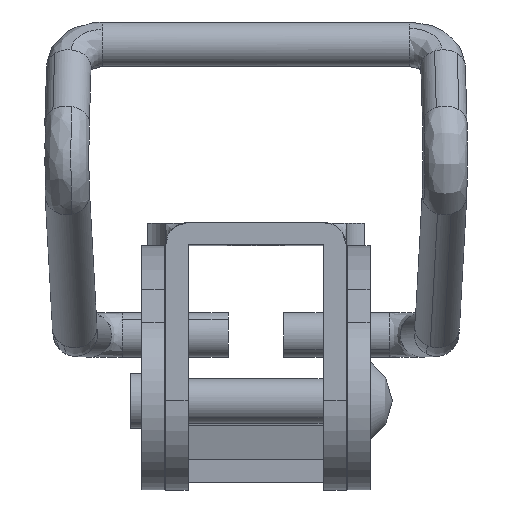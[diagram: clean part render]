
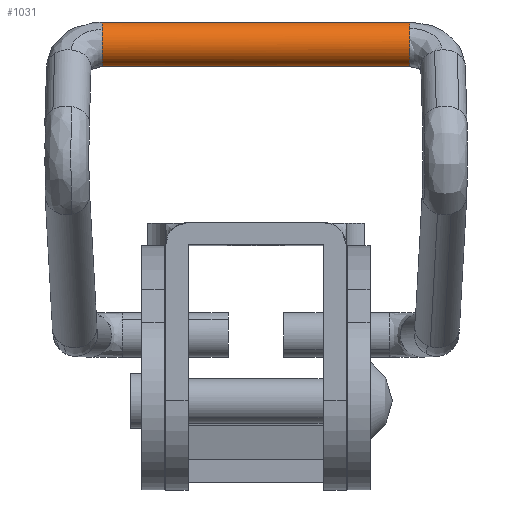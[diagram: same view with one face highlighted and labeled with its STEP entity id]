
A CAD part, top view. The second image highlights one B-rep face of the part: STEP entity #1031.
In plain terms, the highlighted free-form (B-spline) face has degree [2, 1] with [7, 2] control points.
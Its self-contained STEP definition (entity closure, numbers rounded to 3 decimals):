
#858=CARTESIAN_POINT('',(13.807,29.961,49.181));
#859=VERTEX_POINT('',#858);
#868=CARTESIAN_POINT('',(-13.807,29.961,49.181));
#869=VERTEX_POINT('',#868);
#870=CARTESIAN_POINT('',(-13.807,29.961,49.181));
#871=CARTESIAN_POINT('',(13.807,29.961,49.181));
#872=QUASI_UNIFORM_CURVE('',1,(#870,#871),.UNSPECIFIED.,.F.,.U.);
#873=EDGE_CURVE('',#869,#859,#872,.T.);
#898=CARTESIAN_POINT('',(-13.807,33.956,49.354));
#899=VERTEX_POINT('',#898);
#909=CARTESIAN_POINT('',(13.807,33.956,49.354));
#910=VERTEX_POINT('',#909);
#911=CARTESIAN_POINT('',(-13.807,33.956,49.354));
#912=CARTESIAN_POINT('',(13.807,33.956,49.354));
#913=QUASI_UNIFORM_CURVE('',1,(#911,#912),.UNSPECIFIED.,.F.,.U.);
#914=EDGE_CURVE('',#899,#910,#913,.T.);
#940=CARTESIAN_POINT('',(-14.498,33.956,49.354));
#941=CARTESIAN_POINT('',(-14.498,33.927,51.354));
#942=CARTESIAN_POINT('',(-14.498,31.927,51.324));
#943=CARTESIAN_POINT('',(-14.498,29.927,51.295));
#944=CARTESIAN_POINT('',(-14.498,29.956,49.295));
#945=CARTESIAN_POINT('',(-14.498,29.957,49.238));
#946=CARTESIAN_POINT('',(-14.498,29.961,49.181));
#947=CARTESIAN_POINT('',(14.515,33.956,49.354));
#948=CARTESIAN_POINT('',(14.515,33.927,51.354));
#949=CARTESIAN_POINT('',(14.515,31.927,51.324));
#950=CARTESIAN_POINT('',(14.515,29.927,51.295));
#951=CARTESIAN_POINT('',(14.515,29.956,49.295));
#952=CARTESIAN_POINT('',(14.515,29.957,49.238));
#953=CARTESIAN_POINT('',(14.515,29.961,49.181));
#961=(BOUNDED_SURFACE()B_SPLINE_SURFACE(2,1,((#940,#947),(#941,#948),(#942,#949),(#943,#950),(#944,#951),(#945,#952),(#946,#953)),.UNSPECIFIED.,.F.,.F.,.U.)B_SPLINE_SURFACE_WITH_KNOTS((3,2,2,3),(2,2),(0.0,3.314,6.627,6.76),(0.0,29.013),.UNSPECIFIED.)GEOMETRIC_REPRESENTATION_ITEM()RATIONAL_B_SPLINE_SURFACE(((1.0,1.0),(0.707,0.707),(1.0,1.0),(0.707,0.707),(1.0,1.0),(0.988,0.988),(0.978,0.978)))REPRESENTATION_ITEM('')SURFACE());
#962=CARTESIAN_POINT('',(13.807,30.635,50.826));
#963=VERTEX_POINT('',#962);
#964=CARTESIAN_POINT('',(13.807,29.961,49.181));
#965=CARTESIAN_POINT('',(13.807,29.946,49.392));
#966=CARTESIAN_POINT('',(13.807,29.978,49.759));
#967=CARTESIAN_POINT('',(13.807,30.196,50.338));
#968=CARTESIAN_POINT('',(13.807,30.448,50.662));
#969=CARTESIAN_POINT('',(13.807,30.635,50.826));
#970=B_SPLINE_CURVE_WITH_KNOTS('',3,(#964,#965,#966,#967,#968,#969),.UNSPECIFIED.,.F.,.U.,(4,1,1,4),(0.,0.633,1.094,1.842),.UNSPECIFIED.);
#971=EDGE_CURVE('',#859,#963,#970,.T.);
#972=ORIENTED_EDGE('',*,*,#971,.T.);
#973=CARTESIAN_POINT('',(13.807,33.38,50.729));
#974=VERTEX_POINT('',#973);
#975=CARTESIAN_POINT('',(13.807,30.635,50.826));
#976=CARTESIAN_POINT('',(13.807,30.765,50.941));
#977=CARTESIAN_POINT('',(13.807,31.082,51.154));
#978=CARTESIAN_POINT('',(13.807,31.691,51.347));
#979=CARTESIAN_POINT('',(13.807,32.332,51.324));
#980=CARTESIAN_POINT('',(13.807,32.929,51.103));
#981=CARTESIAN_POINT('',(13.807,33.237,50.875));
#982=CARTESIAN_POINT('',(13.807,33.38,50.729));
#983=B_SPLINE_CURVE_WITH_KNOTS('',3,(#975,#976,#977,#978,#979,#980,#981,#982),.UNSPECIFIED.,.F.,.U.,(4,1,1,1,1,4),(0.,0.52,1.136,1.893,2.413,3.028),.UNSPECIFIED.);
#984=EDGE_CURVE('',#963,#974,#983,.T.);
#985=ORIENTED_EDGE('',*,*,#984,.T.);
#986=CARTESIAN_POINT('',(13.807,33.38,50.729));
#987=CARTESIAN_POINT('',(13.807,33.593,50.514));
#988=CARTESIAN_POINT('',(13.807,33.866,50.068));
#989=CARTESIAN_POINT('',(13.807,33.953,49.561));
#990=CARTESIAN_POINT('',(13.807,33.956,49.354));
#991=B_SPLINE_CURVE_WITH_KNOTS('',3,(#986,#987,#988,#989,#990),.UNSPECIFIED.,.F.,.U.,(4,1,4),(0.,0.907,1.527),.UNSPECIFIED.);
#992=EDGE_CURVE('',#974,#910,#991,.T.);
#993=ORIENTED_EDGE('',*,*,#992,.T.);
#994=ORIENTED_EDGE('',*,*,#914,.F.);
#995=CARTESIAN_POINT('',(-13.807,33.285,50.819));
#996=VERTEX_POINT('',#995);
#997=CARTESIAN_POINT('',(-13.807,33.285,50.819));
#998=CARTESIAN_POINT('',(-13.807,33.402,50.715));
#999=CARTESIAN_POINT('',(-13.807,33.633,50.456));
#1000=CARTESIAN_POINT('',(-13.807,33.885,49.957));
#1001=CARTESIAN_POINT('',(-13.807,33.953,49.561));
#1002=CARTESIAN_POINT('',(-13.807,33.956,49.354));
#1003=B_SPLINE_CURVE_WITH_KNOTS('',3,(#997,#998,#999,#1000,#1001,#1002),.UNSPECIFIED.,.F.,.U.,(4,1,1,4),(0.,0.466,1.036,1.658),.UNSPECIFIED.);
#1004=EDGE_CURVE('',#996,#899,#1003,.T.);
#1005=ORIENTED_EDGE('',*,*,#1004,.F.);
#1006=CARTESIAN_POINT('',(-13.807,30.635,50.826));
#1007=VERTEX_POINT('',#1006);
#1008=CARTESIAN_POINT('',(-13.807,30.635,50.826));
#1009=CARTESIAN_POINT('',(-13.807,30.839,51.006));
#1010=CARTESIAN_POINT('',(-13.807,31.227,51.227));
#1011=CARTESIAN_POINT('',(-13.807,31.78,51.332));
#1012=CARTESIAN_POINT('',(-13.807,32.204,51.322));
#1013=CARTESIAN_POINT('',(-13.807,32.722,51.207));
#1014=CARTESIAN_POINT('',(-13.807,33.083,51.));
#1015=CARTESIAN_POINT('',(-13.807,33.285,50.819));
#1016=B_SPLINE_CURVE_WITH_KNOTS('',3,(#1008,#1009,#1010,#1011,#1012,#1013,#1014,#1015),.UNSPECIFIED.,.F.,.U.,(4,1,1,1,1,4),(0.,0.815,1.313,1.675,2.082,2.897),.UNSPECIFIED.);
#1017=EDGE_CURVE('',#1007,#996,#1016,.T.);
#1018=ORIENTED_EDGE('',*,*,#1017,.F.);
#1019=CARTESIAN_POINT('',(-13.807,29.961,49.181));
#1020=CARTESIAN_POINT('',(-13.807,29.949,49.353));
#1021=CARTESIAN_POINT('',(-13.807,29.968,49.682));
#1022=CARTESIAN_POINT('',(-13.807,30.152,50.272));
#1023=CARTESIAN_POINT('',(-13.807,30.418,50.636));
#1024=CARTESIAN_POINT('',(-13.807,30.635,50.826));
#1025=B_SPLINE_CURVE_WITH_KNOTS('',3,(#1019,#1020,#1021,#1022,#1023,#1024),.UNSPECIFIED.,.F.,.U.,(4,1,1,4),(0.,0.518,0.979,1.842),.UNSPECIFIED.);
#1026=EDGE_CURVE('',#869,#1007,#1025,.T.);
#1027=ORIENTED_EDGE('',*,*,#1026,.F.);
#1028=ORIENTED_EDGE('',*,*,#873,.T.);
#1029=EDGE_LOOP('',(#972,#985,#993,#994,#1005,#1018,#1027,#1028));
#1030=FACE_OUTER_BOUND('',#1029,.T.);
#1031=ADVANCED_FACE('',(#1030),#961,.T.);
